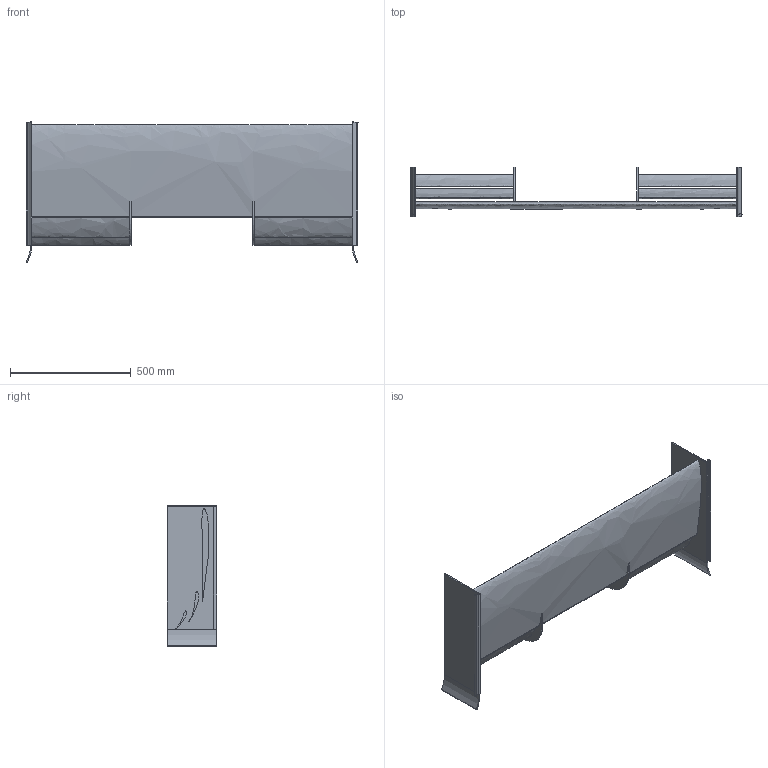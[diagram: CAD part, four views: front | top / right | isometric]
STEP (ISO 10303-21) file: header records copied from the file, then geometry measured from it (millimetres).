
FILE_DESCRIPTION (( 'STEP AP214' ), '1' );
FILE_NAME ('NFR_25_FrontWing_V2 (drew).STEP', '2025-02-27T06:26:34', ( '' ), ( '' ), 'SwSTEP 2.0', 'SolidWorks 2024', '' );
FILE_SCHEMA (( 'AUTOMOTIVE_DESIGN' ));
Length unit declared in the file: millimetre
Products named in the file (1): NFR_25_FrontWing_V2 (drew)
Bounding box: 1374.21 x 204 x 580.96 mm (x, y, z)
Volume: 10562965 mm3; surface area: 2007571 mm2
Topology: 1 solids, 1 shells, 67 faces, 187 edges, 120 vertices
Faces by surface type: plane 38, bspline 15, cylinder 14
Entity records: 3776 total; most frequent: CARTESIAN_POINT 2138, ORIENTED_EDGE 374, DIRECTION 273, EDGE_CURVE 187, VERTEX_POINT 120, LINE 107, VECTOR 107, AXIS2_PLACEMENT_3D 83
